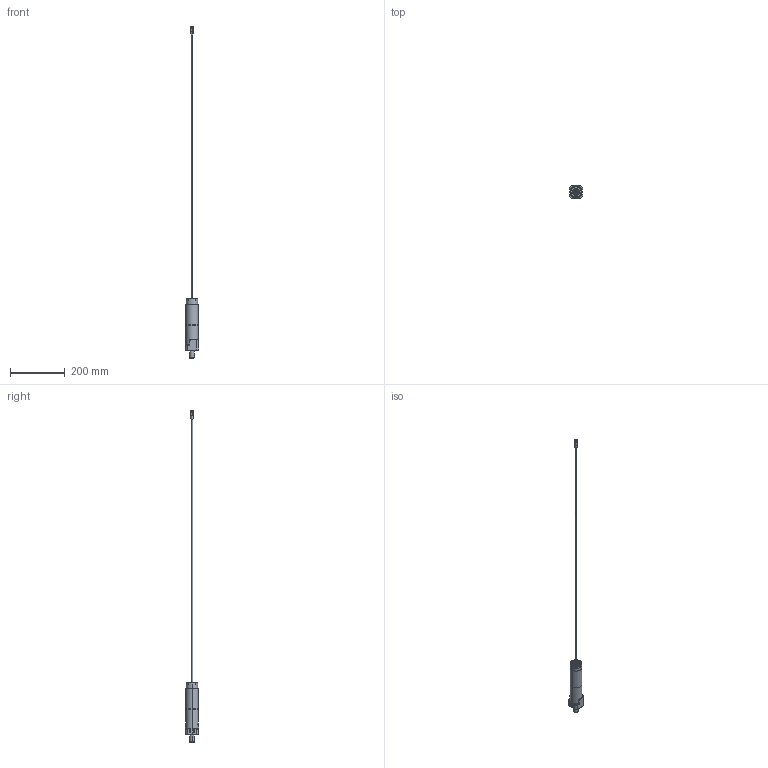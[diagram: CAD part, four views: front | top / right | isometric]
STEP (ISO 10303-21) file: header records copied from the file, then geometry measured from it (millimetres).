
FILE_DESCRIPTION (( 'STEP AP203' ), '1' );
FILE_NAME ('PGD024-SE2-AAA(2-Stage).STEP', '2023-12-14T01:47:31', ( '1125' ), ( 'HP Inc.' ), 'SwSTEP 2.0', 'SolidWorks 2021', '' );
FILE_SCHEMA (( 'CONFIG_CONTROL_DESIGN' ));
Length unit declared in the file: millimetre
Products named in the file (5): Aiモータ部; PGD024-SE2-AAA(2-Stage); PGD-3C-AI; M8瘓蛻assy; PGD用ギヤケース(ダイカスト)
Assembly tree (4 placements, depth 2):
  PGD024-SE2-AAA(2-Stage)
    Aiモータ部
    M8瘓蛻assy
    PGD-3C-AI
    PGD用ギヤケース(ダイカスト)
Bounding box: 48 x 48 x 1216.5 mm (x, y, z)
Volume: 305196.2 mm3; surface area: 58118.9 mm2
Topology: 3 solids, 5 shells, 745 faces, 1731 edges, 961 vertices
Faces by surface type: cylinder 339, torus 205, plane 109, bspline 59, cone 25, sphere 8
Entity records: 24475 total; most frequent: CARTESIAN_POINT 7275, DIRECTION 3855, ORIENTED_EDGE 3340, EDGE_CURVE 1673, AXIS2_PLACEMENT_3D 1633, VERTEX_POINT 961, CIRCLE 939, EDGE_LOOP 771
